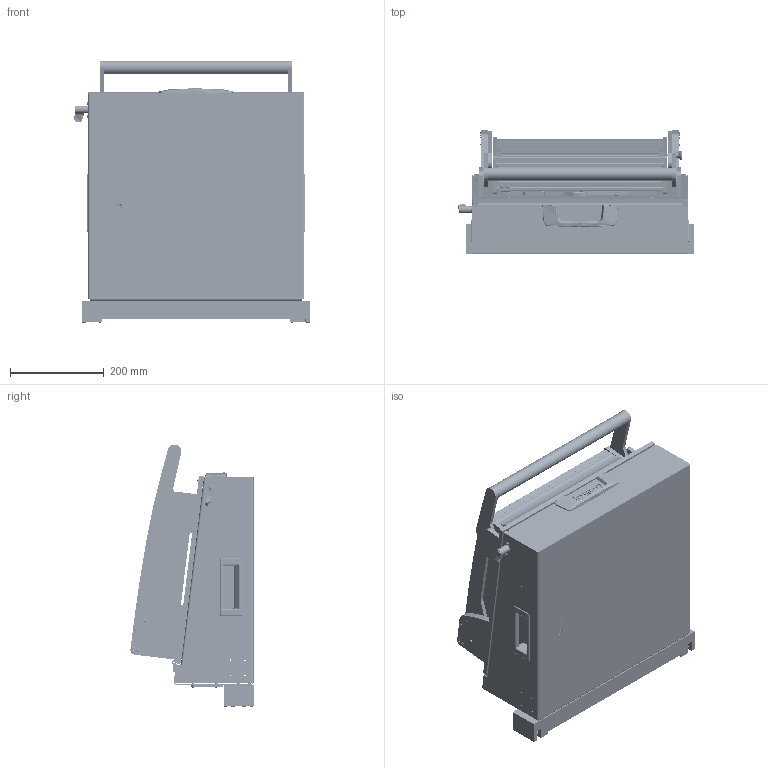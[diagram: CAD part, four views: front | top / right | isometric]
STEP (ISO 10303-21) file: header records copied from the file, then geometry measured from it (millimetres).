
FILE_DESCRIPTION (( 'STEP AP214' ), '1' );
FILE_NAME ('INGUN_33681.STEP', '2021-02-24T07:43:56', ( '' ), ( '' ), 'SwSTEP 2.0', 'SolidWorks 2018', '' );
FILE_SCHEMA (( 'AUTOMOTIVE_DESIGN' ));
Length unit declared in the file: millimetre
Products named in the file (122): 53031~0_S; DIN988~n_06x12x0,1; 35334~0_S; 53837~3_KUNDE<S>; 30112~0; DIN125~n_06,4 M06,0 Fase; 55713~1_KUNDE<S>; DIN923~n_M04x03; 20902~0; ISO7380~n_M05,0x008; 47523~0_S; 30984~0_S; DIN6325~n_04,0m6x012; ISO7380~n_M03,0x005; 8804~0; DIN7991~n_M03,0x016 VA; INGUN_33681; 109951~0_KUNDE<S>; 53836~2_KUNDE<S>; 30758~0_S; 49317~0; 35664~1_S; DIN6325~n_04,0m6x016; 35648~16; 48728~1_S; 110705~1_S; 2528~0; 32724~1; DIN985-A2~n_M05,0; 48727~1_S; 30955~0_S; 45545~0_S; 35649~1_S; 35714~3_S; 107975~3_S; 32172~8; DIN125~n_04,3 M04,0; 30758_02~0_S; 30915~0; 109949~0_KUNDE<S> ...
Assembly tree (239 placements, depth 6):
  INGUN_33681
    32660~3_KUNDE<S>
      32505~6_S
        32172~8
        30758~0_S  x2
          30758_01~0_S
          30758_02~0_S
        20902~0
        21332~0_MA 2112<Standard>
          21332_02~0
          21332_01~0
        53032~0_S
        32171~0_S
        32462~0_S
        29805~4_geschlossen<S>
          110322~4_S
          110705~1_S
          30984~0_S
          110231~1_S
          110443~0_S
          30112~0
          ISO7380~n_M05,0x030
          ISO7380~n_M04,0x008  x2
          DIN914~n_M04,0x05
        35334~0_S
        ISO7380~n_M04,0x012  x3
        DIN7991~n_M05,0x016
        DIN7991~n_M05,0x012  x2
        DIN985-A2~n_M05,0  x3
        8804~0
        DIN125~n_05,3 M05,0 Fase  x2
      35650~11_KUNDE<S>
        109770~0_S
          35648~16
          35661~4_S
          35662~11_S
          35663~9_S
          2281~0_180ø<Standard>  x2
            2281~0
          37188~1_S  x2
          53031~0_S
          35649~1_S
          35651~1_S
          31253~0_S
          30955~0_S
          30915~0
          ASR~-a-s-r_拱04,2x07x拌8  x2
          2528~0  x2
          31109~0
          35664~1_S
          48727~1_S
            48726~2_S
            DIN6325~n_04,0m6x012
            48565~1_S
            DIN912~n_M04,0x020  x2
            DIN125~n_06,4 M06,0 Fase
            DIN125~n_04,3 M04,0  x2
            49317~0
          48728~1_S
            48726~2_S
Bounding box: 501.2 x 262.15 x 558.84 mm (x, y, z)
Volume: 4968910 mm3; surface area: 2676364.3 mm2
Topology: 247 solids, 247 shells, 6030 faces, 15078 edges, 9563 vertices
Faces by surface type: cylinder 2655, plane 2094, cone 819, bspline 243, torus 123, sphere 96
Entity records: 134299 total; most frequent: CARTESIAN_POINT 30907, DIRECTION 20188, ORIENTED_EDGE 18442, EDGE_CURVE 9221, AXIS2_PLACEMENT_3D 7661, VERTEX_POINT 5936, VECTOR 4866, LINE 4866
